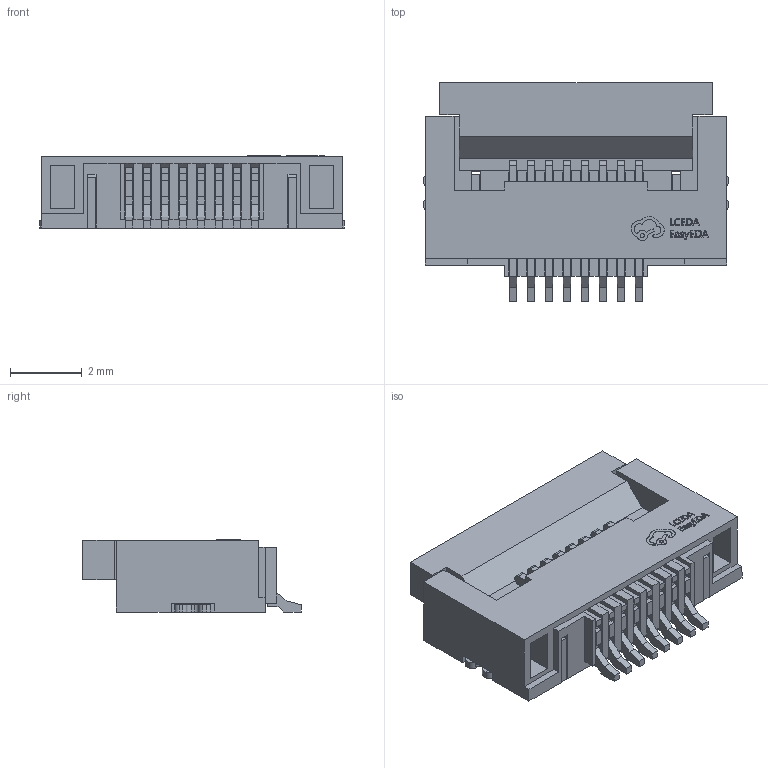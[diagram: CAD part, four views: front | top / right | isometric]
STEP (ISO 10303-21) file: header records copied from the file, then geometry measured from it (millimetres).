
FILE_DESCRIPTION (( 'STEP AP214' ), '1' );
FILE_NAME ('FPC-SMD_P0.50-8P_FGS-XJ-H2.0.step', '2022-07-06T16:18:45', ( '' ), ( '' ), 'SwSTEP 2.0', 'SolidWorks 2020', '' );
FILE_SCHEMA (( 'AUTOMOTIVE_DESIGN' ));
Length unit declared in the file: millimetre
Products named in the file (1): FPC-SMD_P0.50-8P_FGS-XJ-H2.0
Bounding box: 8.5 x 6.1 x 2.01 mm (x, y, z)
Volume: 57.9 mm3; surface area: 345.9 mm2
Topology: 12 solids, 12 shells, 830 faces, 2342 edges, 1544 vertices
Faces by surface type: plane 624, bspline 146, cylinder 60
Entity records: 36873 total; most frequent: CARTESIAN_POINT 8327, ORIENTED_EDGE 4684, DIRECTION 3536, EDGE_CURVE 2342, VECTOR 1926, LINE 1926, VERTEX_POINT 1544, EDGE_LOOP 858
